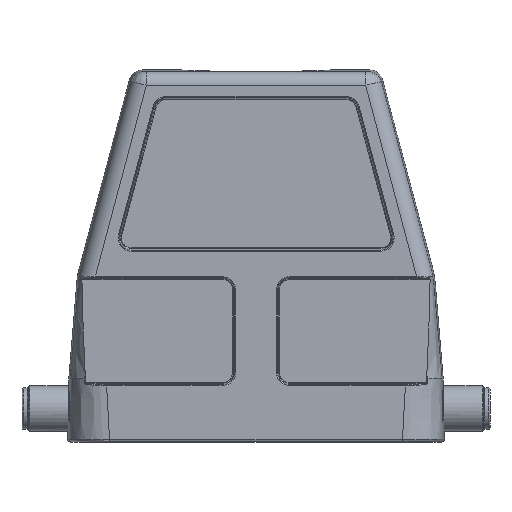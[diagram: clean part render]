
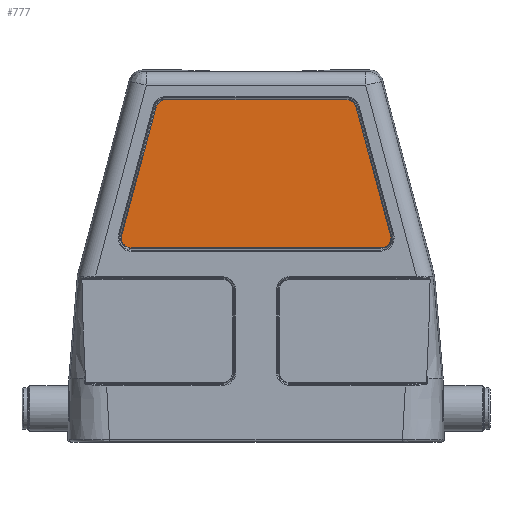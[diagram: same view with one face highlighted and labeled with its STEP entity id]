
A CAD part, front view. The second image highlights one B-rep face of the part: STEP entity #777.
In plain terms, the highlighted planar face has unit normal (0, -1, -0.006).
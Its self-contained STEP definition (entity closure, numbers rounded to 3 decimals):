
#455=PLANE('',#6097);
#777=ADVANCED_FACE('',(#1252),#455,.F.);
#1252=FACE_OUTER_BOUND('',#1588,.T.);
#1588=EDGE_LOOP('',(#3118,#3119,#3120,#3121,#3122,#3123,#3124,#3125));
#1978=B_SPLINE_CURVE_WITH_KNOTS('',3,(#12240,#12241,#12242,#12243,#12244,
#12245,#12246,#12247,#12248,#12249,#12250,#12251,#12252),.UNSPECIFIED.,
 .F.,.F.,(4,3,3,3,4),(0.,0.226,0.488,0.744,
1.),.UNSPECIFIED.);
#1979=B_SPLINE_CURVE_WITH_KNOTS('',3,(#12256,#12257,#12258,#12259,#12260,
#12261,#12262,#12263,#12264,#12265,#12266,#12267,#12268,#12269,#12270,#12271,
#12272,#12273,#12274),.UNSPECIFIED.,.F.,.F.,(4,3,3,3,3,3,4),(0.,0.078,
0.263,0.443,0.631,0.815,
1.),.UNSPECIFIED.);
#1980=B_SPLINE_CURVE_WITH_KNOTS('',3,(#12278,#12279,#12280,#12281,#12282,
#12283,#12284,#12285,#12286,#12287,#12288,#12289,#12290,#12291,#12292,#12293,
#12294,#12295,#12296),.UNSPECIFIED.,.F.,.F.,(4,3,3,3,3,3,4),(0.,0.185,
0.369,0.557,0.737,0.922,
1.),.UNSPECIFIED.);
#1981=B_SPLINE_CURVE_WITH_KNOTS('',3,(#12300,#12301,#12302,#12303,#12304,
#12305,#12306,#12307,#12308,#12309,#12310,#12311,#12312),.UNSPECIFIED.,
 .F.,.F.,(4,3,3,3,4),(0.,0.256,0.512,0.774,
1.),.UNSPECIFIED.);
#3118=ORIENTED_EDGE('',*,*,#4958,.F.);
#3119=ORIENTED_EDGE('',*,*,#4959,.F.);
#3120=ORIENTED_EDGE('',*,*,#4960,.F.);
#3121=ORIENTED_EDGE('',*,*,#4961,.F.);
#3122=ORIENTED_EDGE('',*,*,#4962,.F.);
#3123=ORIENTED_EDGE('',*,*,#4963,.F.);
#3124=ORIENTED_EDGE('',*,*,#4964,.F.);
#3125=ORIENTED_EDGE('',*,*,#4965,.F.);
#4232=VERTEX_POINT('',#12238);
#4233=VERTEX_POINT('',#12239);
#4234=VERTEX_POINT('',#12253);
#4235=VERTEX_POINT('',#12255);
#4236=VERTEX_POINT('',#12275);
#4237=VERTEX_POINT('',#12277);
#4238=VERTEX_POINT('',#12297);
#4239=VERTEX_POINT('',#12299);
#4958=EDGE_CURVE('',#4232,#4233,#5450,.T.);
#4959=EDGE_CURVE('',#4234,#4232,#1978,.T.);
#4960=EDGE_CURVE('',#4235,#4234,#5451,.T.);
#4961=EDGE_CURVE('',#4236,#4235,#1979,.T.);
#4962=EDGE_CURVE('',#4237,#4236,#5452,.T.);
#4963=EDGE_CURVE('',#4238,#4237,#1980,.T.);
#4964=EDGE_CURVE('',#4239,#4238,#5453,.T.);
#4965=EDGE_CURVE('',#4233,#4239,#1981,.T.);
#5450=LINE('',#12237,#5757);
#5451=LINE('',#12254,#5758);
#5452=LINE('',#12276,#5759);
#5453=LINE('',#12298,#5760);
#5757=VECTOR('',#7149,1.);
#5758=VECTOR('',#7150,1.);
#5759=VECTOR('',#7151,1.);
#5760=VECTOR('',#7152,1.);
#6097=AXIS2_PLACEMENT_3D('',#12313,#7153,#7154);
#7149=DIRECTION('',(1.,0.,0.));
#7150=DIRECTION('',(0.259,-0.006,0.966));
#7151=DIRECTION('',(-1.,0.,0.));
#7152=DIRECTION('',(0.259,0.006,-0.966));
#7153=DIRECTION('',(0.,1.,0.006));
#7154=DIRECTION('',(0.,0.006,-1.));
#12237=CARTESIAN_POINT('',(-76.018,-20.246,66.479));
#12238=CARTESIAN_POINT('',(-17.542,-20.246,66.479));
#12239=CARTESIAN_POINT('',(17.585,-20.246,66.479));
#12240=CARTESIAN_POINT('',(-19.402,-20.237,65.052));
#12241=CARTESIAN_POINT('',(-19.353,-20.239,65.235));
#12242=CARTESIAN_POINT('',(-19.275,-20.24,65.412));
#12243=CARTESIAN_POINT('',(-19.174,-20.241,65.573));
#12244=CARTESIAN_POINT('',(-19.057,-20.242,65.758));
#12245=CARTESIAN_POINT('',(-18.906,-20.243,65.924));
#12246=CARTESIAN_POINT('',(-18.734,-20.244,66.06));
#12247=CARTESIAN_POINT('',(-18.567,-20.245,66.193));
#12248=CARTESIAN_POINT('',(-18.375,-20.245,66.299));
#12249=CARTESIAN_POINT('',(-18.174,-20.246,66.37));
#12250=CARTESIAN_POINT('',(-17.972,-20.246,66.442));
#12251=CARTESIAN_POINT('',(-17.756,-20.246,66.479));
#12252=CARTESIAN_POINT('',(-17.542,-20.246,66.479));
#12253=CARTESIAN_POINT('',(-19.402,-20.237,65.052));
#12254=CARTESIAN_POINT('',(-30.004,-19.989,25.508));
#12255=CARTESIAN_POINT('',(-26.078,-20.081,40.151));
#12256=CARTESIAN_POINT('',(-24.217,-20.066,37.726));
#12257=CARTESIAN_POINT('',(-24.309,-20.066,37.726));
#12258=CARTESIAN_POINT('',(-24.401,-20.066,37.733));
#12259=CARTESIAN_POINT('',(-24.492,-20.066,37.746));
#12260=CARTESIAN_POINT('',(-24.707,-20.066,37.778));
#12261=CARTESIAN_POINT('',(-24.918,-20.066,37.848));
#12262=CARTESIAN_POINT('',(-25.111,-20.067,37.948));
#12263=CARTESIAN_POINT('',(-25.298,-20.068,38.046));
#12264=CARTESIAN_POINT('',(-25.471,-20.068,38.176));
#12265=CARTESIAN_POINT('',(-25.617,-20.069,38.328));
#12266=CARTESIAN_POINT('',(-25.768,-20.07,38.488));
#12267=CARTESIAN_POINT('',(-25.893,-20.072,38.677));
#12268=CARTESIAN_POINT('',(-25.98,-20.073,38.878));
#12269=CARTESIAN_POINT('',(-26.066,-20.074,39.076));
#12270=CARTESIAN_POINT('',(-26.119,-20.075,39.291));
#12271=CARTESIAN_POINT('',(-26.136,-20.077,39.506));
#12272=CARTESIAN_POINT('',(-26.153,-20.078,39.721));
#12273=CARTESIAN_POINT('',(-26.134,-20.08,39.942));
#12274=CARTESIAN_POINT('',(-26.078,-20.081,40.151));
#12275=CARTESIAN_POINT('',(-24.217,-20.066,37.726));
#12276=CARTESIAN_POINT('',(-76.018,-20.066,37.726));
#12277=CARTESIAN_POINT('',(24.26,-20.066,37.726));
#12278=CARTESIAN_POINT('',(26.121,-20.081,40.151));
#12279=CARTESIAN_POINT('',(26.177,-20.08,39.942));
#12280=CARTESIAN_POINT('',(26.196,-20.078,39.721));
#12281=CARTESIAN_POINT('',(26.179,-20.077,39.506));
#12282=CARTESIAN_POINT('',(26.162,-20.075,39.291));
#12283=CARTESIAN_POINT('',(26.109,-20.074,39.076));
#12284=CARTESIAN_POINT('',(26.023,-20.073,38.878));
#12285=CARTESIAN_POINT('',(25.936,-20.072,38.677));
#12286=CARTESIAN_POINT('',(25.811,-20.07,38.487));
#12287=CARTESIAN_POINT('',(25.659,-20.069,38.328));
#12288=CARTESIAN_POINT('',(25.514,-20.068,38.176));
#12289=CARTESIAN_POINT('',(25.34,-20.068,38.046));
#12290=CARTESIAN_POINT('',(25.153,-20.067,37.948));
#12291=CARTESIAN_POINT('',(24.961,-20.066,37.848));
#12292=CARTESIAN_POINT('',(24.749,-20.066,37.778));
#12293=CARTESIAN_POINT('',(24.535,-20.066,37.746));
#12294=CARTESIAN_POINT('',(24.444,-20.066,37.733));
#12295=CARTESIAN_POINT('',(24.352,-20.066,37.726));
#12296=CARTESIAN_POINT('',(24.26,-20.066,37.726));
#12297=CARTESIAN_POINT('',(26.121,-20.081,40.151));
#12298=CARTESIAN_POINT('',(19.849,-20.228,63.545));
#12299=CARTESIAN_POINT('',(19.445,-20.237,65.052));
#12300=CARTESIAN_POINT('',(17.585,-20.246,66.479));
#12301=CARTESIAN_POINT('',(17.798,-20.246,66.479));
#12302=CARTESIAN_POINT('',(18.015,-20.246,66.442));
#12303=CARTESIAN_POINT('',(18.217,-20.246,66.37));
#12304=CARTESIAN_POINT('',(18.418,-20.245,66.299));
#12305=CARTESIAN_POINT('',(18.61,-20.245,66.193));
#12306=CARTESIAN_POINT('',(18.777,-20.244,66.06));
#12307=CARTESIAN_POINT('',(18.949,-20.243,65.924));
#12308=CARTESIAN_POINT('',(19.1,-20.242,65.757));
#12309=CARTESIAN_POINT('',(19.217,-20.241,65.572));
#12310=CARTESIAN_POINT('',(19.318,-20.24,65.412));
#12311=CARTESIAN_POINT('',(19.396,-20.239,65.235));
#12312=CARTESIAN_POINT('',(19.445,-20.237,65.052));
#12313=CARTESIAN_POINT('',(-76.018,-20.066,37.844));
